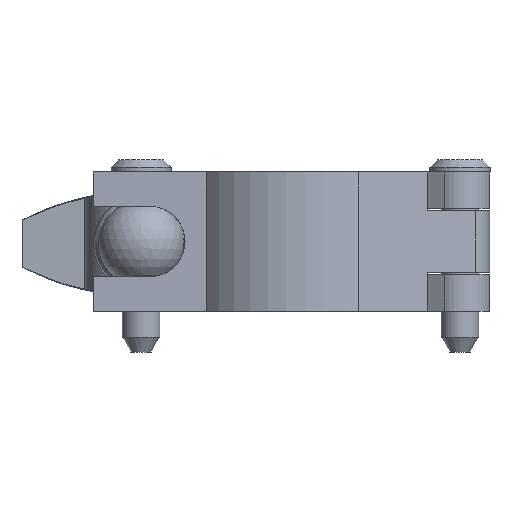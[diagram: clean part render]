
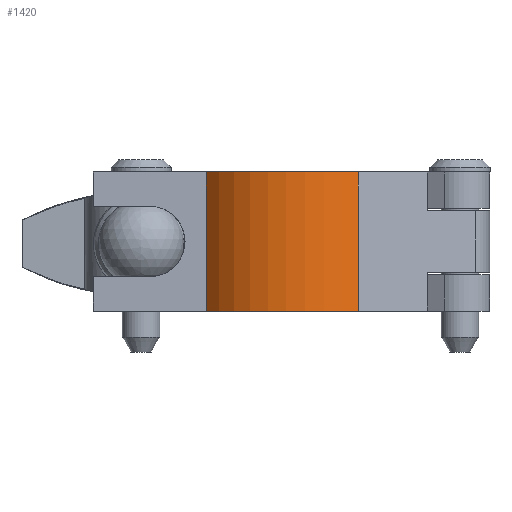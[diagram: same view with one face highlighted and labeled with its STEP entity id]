
A CAD part, front view. The second image highlights one B-rep face of the part: STEP entity #1420.
In plain terms, the highlighted cylindrical face has radius 15.394 mm (diameter 30.787 mm), a partial arc.
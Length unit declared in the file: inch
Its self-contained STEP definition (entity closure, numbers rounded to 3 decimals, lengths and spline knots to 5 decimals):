
#107=CYLINDRICAL_SURFACE('',#1560,0.60605);
#165=FACE_OUTER_BOUND('',#250,.T.);
#250=EDGE_LOOP('',(#1205,#1206,#1207,#1208));
#356=LINE('',#2238,#475);
#376=LINE('',#2339,#495);
#475=VECTOR('',#1807,0.3937);
#495=VECTOR('',#1863,0.3937);
#549=CIRCLE('',#1532,0.60605);
#562=CIRCLE('',#1561,0.60605);
#663=VERTEX_POINT('',#2217);
#664=VERTEX_POINT('',#2219);
#670=VERTEX_POINT('',#2236);
#695=VERTEX_POINT('',#2338);
#828=EDGE_CURVE('',#664,#663,#549,.T.);
#838=EDGE_CURVE('',#670,#663,#356,.T.);
#873=EDGE_CURVE('',#695,#664,#376,.T.);
#881=EDGE_CURVE('',#695,#670,#562,.T.);
#1205=ORIENTED_EDGE('',*,*,#828,.T.);
#1206=ORIENTED_EDGE('',*,*,#838,.F.);
#1207=ORIENTED_EDGE('',*,*,#881,.F.);
#1208=ORIENTED_EDGE('',*,*,#873,.T.);
#1420=ADVANCED_FACE('',(#165),#107,.T.);
#1532=AXIS2_PLACEMENT_3D('',#2220,#1790,#1791);
#1560=AXIS2_PLACEMENT_3D('',#2353,#1880,#1881);
#1561=AXIS2_PLACEMENT_3D('',#2354,#1882,#1883);
#1790=DIRECTION('center_axis',(0.,0.,
1.));
#1791=DIRECTION('ref_axis',(-0.531,0.847,0.));
#1807=DIRECTION('',(0.,0.,-1.));
#1863=DIRECTION('',(0.,0.,-1.));
#1880=DIRECTION('center_axis',(0.,0.,
-1.));
#1881=DIRECTION('ref_axis',(-0.531,0.847,0.));
#1882=DIRECTION('center_axis',(0.,0.,
1.));
#1883=DIRECTION('ref_axis',(-0.531,0.847,0.));
#2217=CARTESIAN_POINT('',(1.39174,-0.51811,0.));
#2219=CARTESIAN_POINT('',(0.59197,-0.37703,0.));
#2220=CARTESIAN_POINT('Origin',(1.07001,-0.00451,0.));
#2236=CARTESIAN_POINT('',(1.39174,-0.51811,0.73));
#2238=CARTESIAN_POINT('',(1.39174,-0.51811,0.73));
#2338=CARTESIAN_POINT('',(0.59197,-0.37703,0.73));
#2339=CARTESIAN_POINT('',(0.59197,-0.37703,0.73));
#2353=CARTESIAN_POINT('Origin',(1.07001,-0.00451,0.73));
#2354=CARTESIAN_POINT('Origin',(1.07001,-0.00451,0.73));
